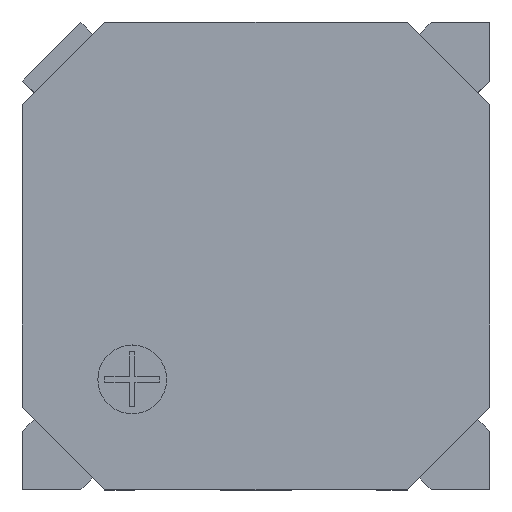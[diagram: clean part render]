
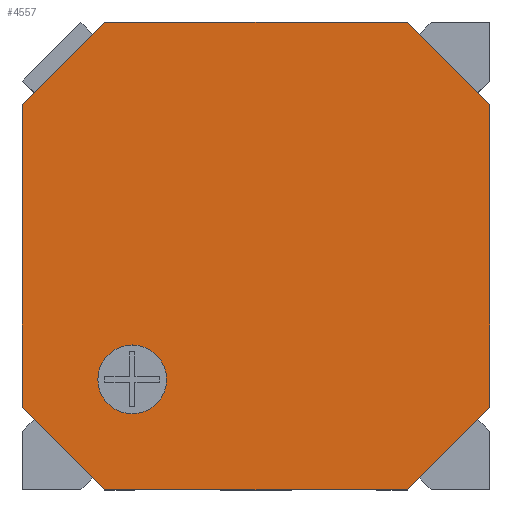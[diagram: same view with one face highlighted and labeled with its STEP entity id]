
A CAD part, top view. The second image highlights one B-rep face of the part: STEP entity #4557.
In plain terms, the highlighted planar face has unit normal (0, 0, 1).
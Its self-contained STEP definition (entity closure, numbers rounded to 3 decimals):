
#335 = VERTEX_POINT('',#336);
#336 = CARTESIAN_POINT('',(-2.26,-2.865,3.));
#344 = EDGE_CURVE('',#345,#335,#347,.T.);
#345 = VERTEX_POINT('',#346);
#346 = CARTESIAN_POINT('',(-2.26,-1.615,3.));
#347 = CIRCLE('',#348,0.625);
#348 = AXIS2_PLACEMENT_3D('',#349,#350,#351);
#349 = CARTESIAN_POINT('',(-2.26,-2.24,3.));
#350 = DIRECTION('',(-0.,0.,-1.));
#351 = DIRECTION('',(0.,-1.,0.));
#4519 = EDGE_CURVE('',#335,#345,#4520,.T.);
#4520 = CIRCLE('',#4521,0.625);
#4521 = AXIS2_PLACEMENT_3D('',#4522,#4523,#4524);
#4522 = CARTESIAN_POINT('',(-2.26,-2.24,3.));
#4523 = DIRECTION('',(-0.,0.,-1.));
#4524 = DIRECTION('',(0.,-1.,0.));
#4557 = ADVANCED_FACE('',(#4558,#4624),#4628,.T.);
#4558 = FACE_BOUND('',#4559,.T.);
#4559 = EDGE_LOOP('',(#4560,#4570,#4578,#4586,#4594,#4602,#4610,#4618));
#4560 = ORIENTED_EDGE('',*,*,#4561,.F.);
#4561 = EDGE_CURVE('',#4562,#4564,#4566,.T.);
#4562 = VERTEX_POINT('',#4563);
#4563 = CARTESIAN_POINT('',(-2.76,4.255,3.));
#4564 = VERTEX_POINT('',#4565);
#4565 = CARTESIAN_POINT('',(2.74,4.255,3.));
#4566 = LINE('',#4567,#4568);
#4567 = CARTESIAN_POINT('',(-2.76,4.255,3.));
#4568 = VECTOR('',#4569,1.);
#4569 = DIRECTION('',(1.,0.,0.));
#4570 = ORIENTED_EDGE('',*,*,#4571,.F.);
#4571 = EDGE_CURVE('',#4572,#4562,#4574,.T.);
#4572 = VERTEX_POINT('',#4573);
#4573 = CARTESIAN_POINT('',(-4.26,2.755,3.));
#4574 = LINE('',#4575,#4576);
#4575 = CARTESIAN_POINT('',(-4.26,2.755,3.));
#4576 = VECTOR('',#4577,1.);
#4577 = DIRECTION('',(0.707,0.707,0.));
#4578 = ORIENTED_EDGE('',*,*,#4579,.F.);
#4579 = EDGE_CURVE('',#4580,#4572,#4582,.T.);
#4580 = VERTEX_POINT('',#4581);
#4581 = CARTESIAN_POINT('',(-4.26,-2.745,3.));
#4582 = LINE('',#4583,#4584);
#4583 = CARTESIAN_POINT('',(-4.26,-2.745,3.));
#4584 = VECTOR('',#4585,1.);
#4585 = DIRECTION('',(0.,1.,0.));
#4586 = ORIENTED_EDGE('',*,*,#4587,.F.);
#4587 = EDGE_CURVE('',#4588,#4580,#4590,.T.);
#4588 = VERTEX_POINT('',#4589);
#4589 = CARTESIAN_POINT('',(-2.76,-4.245,3.));
#4590 = LINE('',#4591,#4592);
#4591 = CARTESIAN_POINT('',(-2.76,-4.245,3.));
#4592 = VECTOR('',#4593,1.);
#4593 = DIRECTION('',(-0.707,0.707,0.));
#4594 = ORIENTED_EDGE('',*,*,#4595,.F.);
#4595 = EDGE_CURVE('',#4596,#4588,#4598,.T.);
#4596 = VERTEX_POINT('',#4597);
#4597 = CARTESIAN_POINT('',(2.74,-4.245,3.));
#4598 = LINE('',#4599,#4600);
#4599 = CARTESIAN_POINT('',(2.74,-4.245,3.));
#4600 = VECTOR('',#4601,1.);
#4601 = DIRECTION('',(-1.,0.,0.));
#4602 = ORIENTED_EDGE('',*,*,#4603,.F.);
#4603 = EDGE_CURVE('',#4604,#4596,#4606,.T.);
#4604 = VERTEX_POINT('',#4605);
#4605 = CARTESIAN_POINT('',(4.24,-2.745,3.));
#4606 = LINE('',#4607,#4608);
#4607 = CARTESIAN_POINT('',(4.24,-2.745,3.));
#4608 = VECTOR('',#4609,1.);
#4609 = DIRECTION('',(-0.707,-0.707,0.));
#4610 = ORIENTED_EDGE('',*,*,#4611,.F.);
#4611 = EDGE_CURVE('',#4612,#4604,#4614,.T.);
#4612 = VERTEX_POINT('',#4613);
#4613 = CARTESIAN_POINT('',(4.24,2.755,3.));
#4614 = LINE('',#4615,#4616);
#4615 = CARTESIAN_POINT('',(4.24,2.755,3.));
#4616 = VECTOR('',#4617,1.);
#4617 = DIRECTION('',(0.,-1.,0.));
#4618 = ORIENTED_EDGE('',*,*,#4619,.F.);
#4619 = EDGE_CURVE('',#4564,#4612,#4620,.T.);
#4620 = LINE('',#4621,#4622);
#4621 = CARTESIAN_POINT('',(2.74,4.255,3.));
#4622 = VECTOR('',#4623,1.);
#4623 = DIRECTION('',(0.707,-0.707,0.));
#4624 = FACE_BOUND('',#4625,.T.);
#4625 = EDGE_LOOP('',(#4626,#4627));
#4626 = ORIENTED_EDGE('',*,*,#344,.T.);
#4627 = ORIENTED_EDGE('',*,*,#4519,.T.);
#4628 = PLANE('',#4629);
#4629 = AXIS2_PLACEMENT_3D('',#4630,#4631,#4632);
#4630 = CARTESIAN_POINT('',(-0.01,0.005,3.));
#4631 = DIRECTION('',(0.,0.,1.));
#4632 = DIRECTION('',(0.,1.,0.));
